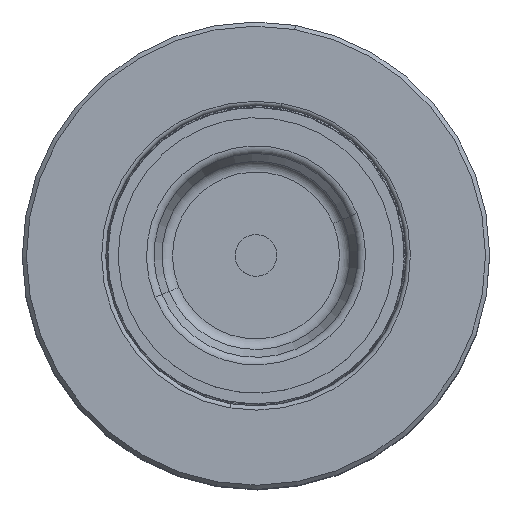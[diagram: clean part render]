
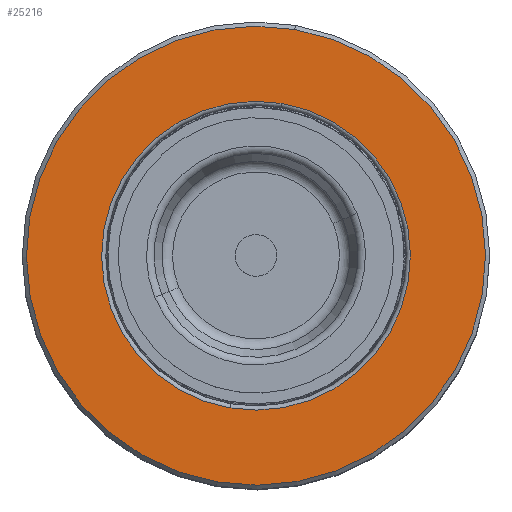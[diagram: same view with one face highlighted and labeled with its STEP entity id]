
A CAD part, top view. The second image highlights one B-rep face of the part: STEP entity #25216.
In plain terms, the highlighted face is planar.
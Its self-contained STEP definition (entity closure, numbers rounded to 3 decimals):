
#1303 = FACE_BOUND ( 'NONE', #55398, .T. ) ;
#1862 = EDGE_CURVE ( 'NONE', #29311, #19874, #17260, .T. ) ;
#2049 = VERTEX_POINT ( 'NONE', #47420 ) ;
#2201 = DIRECTION ( 'NONE',  ( 0., -1., 0. ) ) ;
#2264 = DIRECTION ( 'NONE',  ( 0., 0., 1. ) ) ;
#4011 = FACE_OUTER_BOUND ( 'NONE', #25062, .T. ) ;
#4437 = ORIENTED_EDGE ( 'NONE', *, *, #25618, .T. ) ;
#4686 = AXIS2_PLACEMENT_3D ( 'NONE', #37704, #15207, #2264 ) ;
#7413 = PLANE ( 'NONE',  #4686 ) ;
#14826 = DIRECTION ( 'NONE',  ( 0., -1., 0. ) ) ;
#15020 = CARTESIAN_POINT ( 'NONE',  ( 0., 33.687, 0. ) ) ;
#15207 = DIRECTION ( 'NONE',  ( 0., 1., 0. ) ) ;
#15716 = DIRECTION ( 'NONE',  ( 0., 0., -1. ) ) ;
#17260 = CIRCLE ( 'NONE', #22497, 18.5 ) ;
#17418 = AXIS2_PLACEMENT_3D ( 'NONE', #55634, #51061, #25232 ) ;
#18243 = VERTEX_POINT ( 'NONE', #31268 ) ;
#19874 = VERTEX_POINT ( 'NONE', #20408 ) ;
#20408 = CARTESIAN_POINT ( 'NONE',  ( 0., 33.687, 18.5 ) ) ;
#22497 = AXIS2_PLACEMENT_3D ( 'NONE', #49919, #24088, #15716 ) ;
#23069 = CIRCLE ( 'NONE', #17418, 18.5 ) ;
#24088 = DIRECTION ( 'NONE',  ( 0., -1., 0. ) ) ;
#25062 = EDGE_LOOP ( 'NONE', ( #28951, #26788 ) ) ;
#25216 = ADVANCED_FACE ( 'NONE', ( #1303, #4011 ), #7413, .T. ) ;
#25232 = DIRECTION ( 'NONE',  ( 0., 0., -1. ) ) ;
#25618 = EDGE_CURVE ( 'NONE', #19874, #29311, #23069, .T. ) ;
#26788 = ORIENTED_EDGE ( 'NONE', *, *, #31516, .F. ) ;
#26795 = CIRCLE ( 'NONE', #38374, 27.5 ) ;
#27858 = DIRECTION ( 'NONE',  ( 0., 0., -1. ) ) ;
#28951 = ORIENTED_EDGE ( 'NONE', *, *, #50811, .F. ) ;
#29311 = VERTEX_POINT ( 'NONE', #37318 ) ;
#31268 = CARTESIAN_POINT ( 'NONE',  ( 0., 33.687, -27.5 ) ) ;
#31516 = EDGE_CURVE ( 'NONE', #2049, #18243, #49861, .T. ) ;
#36710 = CARTESIAN_POINT ( 'NONE',  ( 0., 33.687, 0. ) ) ;
#37318 = CARTESIAN_POINT ( 'NONE',  ( 0., 33.687, -18.5 ) ) ;
#37704 = CARTESIAN_POINT ( 'NONE',  ( 27.5, 33.687, 0. ) ) ;
#38374 = AXIS2_PLACEMENT_3D ( 'NONE', #15020, #14826, #49406 ) ;
#39311 = ORIENTED_EDGE ( 'NONE', *, *, #1862, .T. ) ;
#47420 = CARTESIAN_POINT ( 'NONE',  ( 0., 33.687, 27.5 ) ) ;
#49406 = DIRECTION ( 'NONE',  ( 0., 0., -1. ) ) ;
#49861 = CIRCLE ( 'NONE', #55881, 27.5 ) ;
#49919 = CARTESIAN_POINT ( 'NONE',  ( 0., 33.687, 0. ) ) ;
#50811 = EDGE_CURVE ( 'NONE', #18243, #2049, #26795, .T. ) ;
#51061 = DIRECTION ( 'NONE',  ( 0., -1., 0. ) ) ;
#55398 = EDGE_LOOP ( 'NONE', ( #39311, #4437 ) ) ;
#55634 = CARTESIAN_POINT ( 'NONE',  ( 0., 33.687, 0. ) ) ;
#55881 = AXIS2_PLACEMENT_3D ( 'NONE', #36710, #2201, #27858 ) ;
